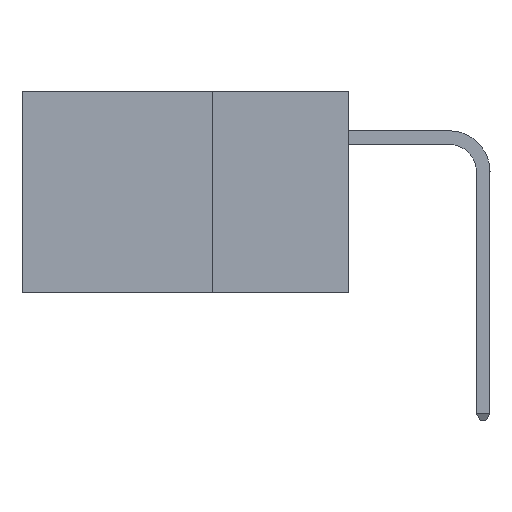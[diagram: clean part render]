
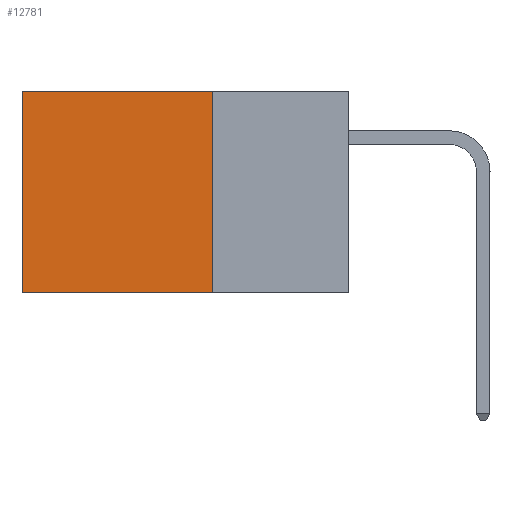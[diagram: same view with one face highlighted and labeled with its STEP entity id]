
A CAD part, left-side view. The second image highlights one B-rep face of the part: STEP entity #12781.
In plain terms, the highlighted planar face has unit normal (-1, 0, 0).
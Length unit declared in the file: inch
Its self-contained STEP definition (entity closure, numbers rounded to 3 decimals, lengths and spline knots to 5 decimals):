
#489 = EDGE_CURVE ( 'NONE', #7373, #5739, #14921, .T. ) ;
#1019 = CARTESIAN_POINT ( 'NONE',  ( 0.2875, 0.25, 0. ) ) ;
#1636 = PLANE ( 'NONE',  #11950 ) ;
#3117 = ORIENTED_EDGE ( 'NONE', *, *, #489, .T. ) ;
#3271 = EDGE_CURVE ( 'NONE', #11026, #5739, #14636, .T. ) ;
#3855 = LINE ( 'NONE', #11073, #4190 ) ;
#4190 = VECTOR ( 'NONE', #13622, 39.37008 ) ;
#4274 = LINE ( 'NONE', #12992, #9633 ) ;
#4722 = CARTESIAN_POINT ( 'NONE',  ( 0.2875, 0.25, 0. ) ) ;
#4898 = DIRECTION ( 'NONE',  ( 0., 0., -1. ) ) ;
#5200 = VERTEX_POINT ( 'NONE', #1019 ) ;
#5588 = DIRECTION ( 'NONE',  ( 0., 1., 0. ) ) ;
#5739 = VERTEX_POINT ( 'NONE', #15613 ) ;
#6008 = DIRECTION ( 'NONE',  ( 0., 1., 0. ) ) ;
#6800 = EDGE_CURVE ( 'NONE', #5200, #7373, #4274, .T. ) ;
#7344 = DIRECTION ( 'NONE',  ( 1., 0., 0. ) ) ;
#7359 = EDGE_LOOP ( 'NONE', ( #3117, #11686, #14548, #11715 ) ) ;
#7373 = VERTEX_POINT ( 'NONE', #17086 ) ;
#8561 = CARTESIAN_POINT ( 'NONE',  ( 0.2875, 0.25, -0.37 ) ) ;
#9633 = VECTOR ( 'NONE', #5588, 39.37008 ) ;
#10278 = CARTESIAN_POINT ( 'NONE',  ( 0.2875, 0.25, -0.37 ) ) ;
#10439 = FACE_OUTER_BOUND ( 'NONE', #7359, .T. ) ;
#10461 = VECTOR ( 'NONE', #4898, 39.37008 ) ;
#11026 = VERTEX_POINT ( 'NONE', #10278 ) ;
#11073 = CARTESIAN_POINT ( 'NONE',  ( 0.2875, 0.25, 0. ) ) ;
#11686 = ORIENTED_EDGE ( 'NONE', *, *, #3271, .F. ) ;
#11715 = ORIENTED_EDGE ( 'NONE', *, *, #6800, .T. ) ;
#11950 = AXIS2_PLACEMENT_3D ( 'NONE', #4722, #7344, #16154 ) ;
#12690 = VECTOR ( 'NONE', #6008, 39.37008 ) ;
#12781 = ADVANCED_FACE ( 'NONE', ( #10439 ), #1636, .F. ) ;
#12992 = CARTESIAN_POINT ( 'NONE',  ( 0.2875, 0.25, 0. ) ) ;
#13622 = DIRECTION ( 'NONE',  ( 0., 0., -1. ) ) ;
#13897 = EDGE_CURVE ( 'NONE', #5200, #11026, #3855, .T. ) ;
#14548 = ORIENTED_EDGE ( 'NONE', *, *, #13897, .F. ) ;
#14636 = LINE ( 'NONE', #8561, #12690 ) ;
#14639 = CARTESIAN_POINT ( 'NONE',  ( 0.2875, 0.6, 0. ) ) ;
#14921 = LINE ( 'NONE', #14639, #10461 ) ;
#15613 = CARTESIAN_POINT ( 'NONE',  ( 0.2875, 0.6, -0.37 ) ) ;
#16154 = DIRECTION ( 'NONE',  ( 0., 0., -1. ) ) ;
#17086 = CARTESIAN_POINT ( 'NONE',  ( 0.2875, 0.6, 0. ) ) ;
